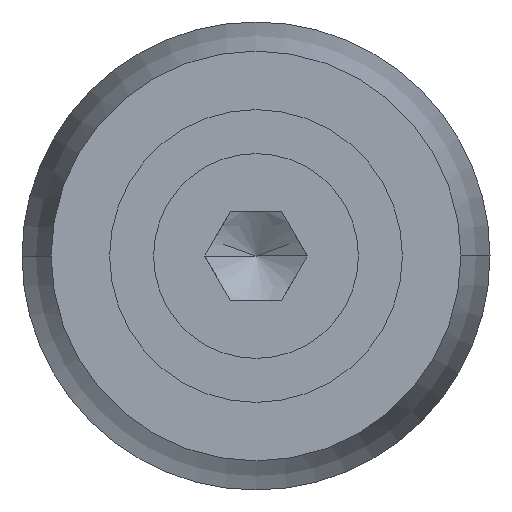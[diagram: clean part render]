
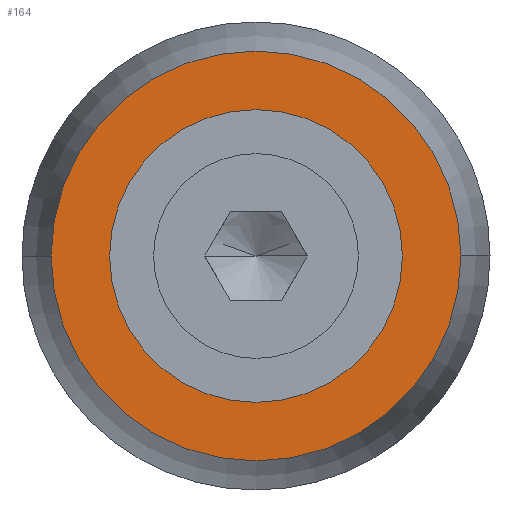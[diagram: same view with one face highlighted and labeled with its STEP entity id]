
A CAD part, left-side view. The second image highlights one B-rep face of the part: STEP entity #164.
In plain terms, the highlighted planar face has unit normal (-1, 0, 0).
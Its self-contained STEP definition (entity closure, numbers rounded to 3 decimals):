
#136=VERTEX_POINT('',#372);
#164=ADVANCED_FACE('',(#405,#406),#407,.T.);
#174=VERTEX_POINT('',#417);
#190=VERTEX_POINT('',#435);
#198=VERTEX_POINT('',#443);
#214=EDGE_CURVE('',#174,#190,#460,.T.);
#228=EDGE_CURVE('',#136,#198,#475,.T.);
#242=EDGE_CURVE('',#198,#136,#491,.T.);
#334=EDGE_CURVE('',#190,#174,#593,.T.);
#372=CARTESIAN_POINT('',(5.5,-5.,0.));
#405=FACE_OUTER_BOUND('',#684,.T.);
#406=FACE_BOUND('',#685,.T.);
#407=PLANE('',#686);
#417=CARTESIAN_POINT('',(5.5,-7.,0.));
#435=CARTESIAN_POINT('',(5.5,7.,0.));
#443=CARTESIAN_POINT('',(5.5,5.,0.));
#460=CIRCLE('',#753,7.);
#475=CIRCLE('',#773,5.);
#491=CIRCLE('',#795,5.);
#593=CIRCLE('',#969,7.);
#684=EDGE_LOOP('',(#1048,#1049));
#685=EDGE_LOOP('',(#1050,#1051));
#686=AXIS2_PLACEMENT_3D('',#1052,#1053,#1054);
#753=AXIS2_PLACEMENT_3D('',#1102,#1103,#1104);
#773=AXIS2_PLACEMENT_3D('',#1115,#1116,#1117);
#795=AXIS2_PLACEMENT_3D('',#1143,#1144,#1145);
#969=AXIS2_PLACEMENT_3D('',#1257,#1258,#1259);
#1048=ORIENTED_EDGE('',*,*,#334,.F.);
#1049=ORIENTED_EDGE('',*,*,#214,.F.);
#1050=ORIENTED_EDGE('',*,*,#242,.T.);
#1051=ORIENTED_EDGE('',*,*,#228,.T.);
#1052=CARTESIAN_POINT('',(5.5,6.,0.));
#1053=DIRECTION('',(-1.0,0.0,0.0));
#1054=DIRECTION('',(0.0,-1.0,0.));
#1102=CARTESIAN_POINT('',(5.5,0.,0.));
#1103=DIRECTION('',(1.0,0.0,-0.0));
#1104=DIRECTION('',(0.0,1.0,0.));
#1115=CARTESIAN_POINT('',(5.5,0.,0.));
#1116=DIRECTION('',(1.0,0.0,-0.0));
#1117=DIRECTION('',(0.0,1.0,0.));
#1143=CARTESIAN_POINT('',(5.5,0.,0.));
#1144=DIRECTION('',(1.0,0.0,-0.0));
#1145=DIRECTION('',(0.0,1.0,0.));
#1257=CARTESIAN_POINT('',(5.5,0.,0.));
#1258=DIRECTION('',(1.0,0.0,-0.0));
#1259=DIRECTION('',(0.0,1.0,0.));
